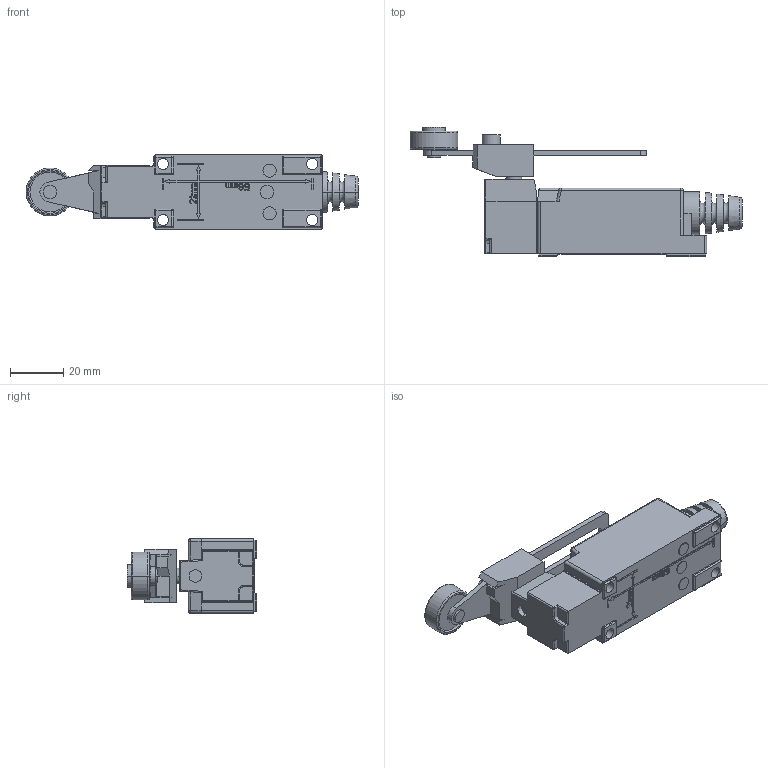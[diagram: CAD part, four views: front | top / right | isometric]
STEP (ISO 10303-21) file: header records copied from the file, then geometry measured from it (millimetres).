
FILE_DESCRIPTION((''),'2;1');
FILE_NAME('LA167-Z8-108T','2023-10-10T',('Administrator'),('zyb.com'),'PRO/ENGINEER BY PARAMETRIC TECHNOLOGY CORPORATION, 2010280','PRO/ENGINEER BY PARAMETRIC TECHNOLOGY CORPORATION, 2010280','');
FILE_SCHEMA(('CONFIG_CONTROL_DESIGN'));
Length unit declared in the file: millimetre
Products named in the file (1): LA167-Z8-108T
Bounding box: 124.7 x 48.5 x 28 mm (x, y, z)
Volume: 57870 mm3; surface area: 17816.2 mm2
Topology: 2 solids, 3 shells, 636 faces, 1676 edges, 1083 vertices
Faces by surface type: plane 465, cylinder 121, sphere 24, torus 18, cone 8
Entity records: 19521 total; most frequent: CARTESIAN_POINT 3568, ORIENTED_EDGE 3348, DIRECTION 3194, EDGE_CURVE 1674, VECTOR 1374, LINE 1374, VERTEX_POINT 1083, AXIS2_PLACEMENT_3D 910
